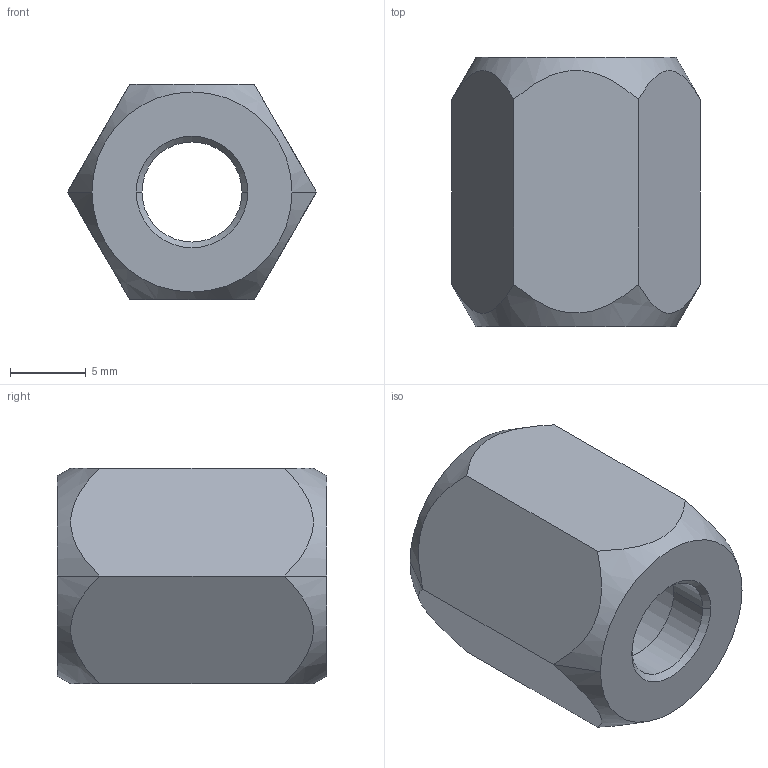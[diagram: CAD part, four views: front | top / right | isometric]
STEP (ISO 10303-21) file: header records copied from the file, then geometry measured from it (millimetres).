
FILE_DESCRIPTION((''),'2;1');
FILE_NAME('ILC30400044','2005-08-24T',('KR'),(''),'PRO/ENGINEER BY PARAMETRIC TECHNOLOGY CORPORATION, 2004290','PRO/ENGINEER BY PARAMETRIC TECHNOLOGY CORPORATION, 2004290','');
FILE_SCHEMA(('AUTOMOTIVE_DESIGN_CC2 { 1 2 10303 214 -1 1 5 2 }'));
Length unit declared in the file: inch
Products named in the file (1): ILC30400044
Bounding box: 16.42 x 17.78 x 14.22 mm (x, y, z)
Volume: 1785.1 mm3; surface area: 1581.4 mm2
Topology: 1 solids, 1 shells, 21 faces, 46 edges, 28 vertices
Faces by surface type: plane 9, cone 8, cylinder 4
Entity records: 977 total; most frequent: CARTESIAN_POINT 251, COLOUR_RGB 106, DIRECTION 92, ORIENTED_EDGE 92, PRESENTATION_STYLE_ASSIGNMENT 47, STYLED_ITEM 47, CURVE_STYLE 46, EDGE_CURVE 46
